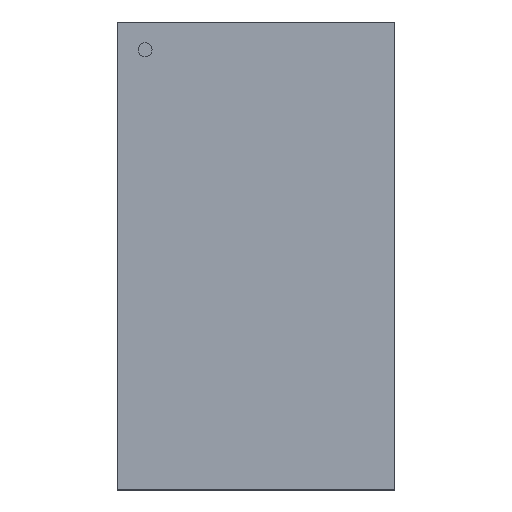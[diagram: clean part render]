
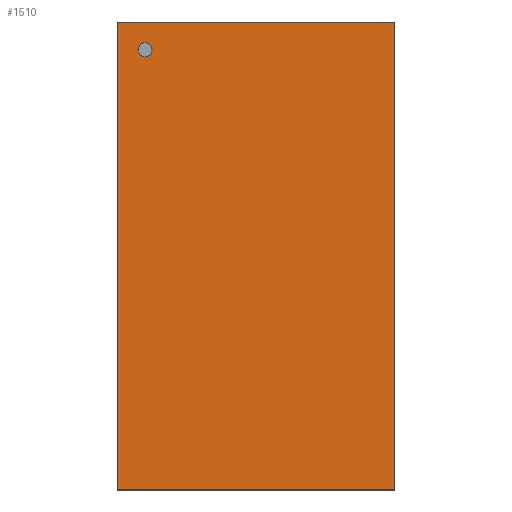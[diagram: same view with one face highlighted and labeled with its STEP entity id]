
A CAD part, top view. The second image highlights one B-rep face of the part: STEP entity #1510.
In plain terms, the highlighted planar face has unit normal (0, 0, 1).
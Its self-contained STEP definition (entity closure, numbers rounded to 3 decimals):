
#1286=CARTESIAN_POINT('',(1.46,-2.464,0.559));
#1285=VERTEX_POINT('',#1286);
#1296=CARTESIAN_POINT('',(-1.46,-2.464,0.559));
#1295=VERTEX_POINT('',#1296);
#1294=EDGE_CURVE('',#1295,#1285,#1299,.T.);
#1299=LINE('',#1296,#1301);
#1301=VECTOR('',#1302,2.921);
#1302=DIRECTION('',(1.0,0.0,0.0));
#1335=CARTESIAN_POINT('',(1.46,2.464,0.559));
#1334=VERTEX_POINT('',#1335);
#1343=EDGE_CURVE('',#1285,#1334,#1348,.T.);
#1348=LINE('',#1286,#1350);
#1350=VECTOR('',#1351,4.928);
#1351=DIRECTION('',(0.0,1.0,0.0));
#1384=CARTESIAN_POINT('',(-1.46,2.464,0.559));
#1383=VERTEX_POINT('',#1384);
#1392=EDGE_CURVE('',#1334,#1383,#1397,.T.);
#1397=LINE('',#1335,#1399);
#1399=VECTOR('',#1400,2.921);
#1400=DIRECTION('',(-1.0,0.0,0.0));
#1441=EDGE_CURVE('',#1383,#1295,#1446,.T.);
#1446=LINE('',#1384,#1448);
#1448=VECTOR('',#1449,4.928);
#1449=DIRECTION('',(0.0,-1.0,0.0));
#1510=ADVANCED_FACE('',(#1516),#1511,.T.);
#1511=PLANE('',#1512);
#1512=AXIS2_PLACEMENT_3D('',#1513,#1514,#1515);
#1513=CARTESIAN_POINT('',(-1.46,-2.464,0.559));
#1514=DIRECTION('',(0.0,0.0,1.0));
#1515=DIRECTION('',(0.,1.,0.));
#1516=FACE_OUTER_BOUND('',#1517,.T.);
#1517=EDGE_LOOP('',(#1518,#1528,#1538,#1548));
#1518=ORIENTED_EDGE('',*,*,#1294,.T.);
#1528=ORIENTED_EDGE('',*,*,#1343,.T.);
#1538=ORIENTED_EDGE('',*,*,#1392,.T.);
#1548=ORIENTED_EDGE('',*,*,#1441,.T.);
